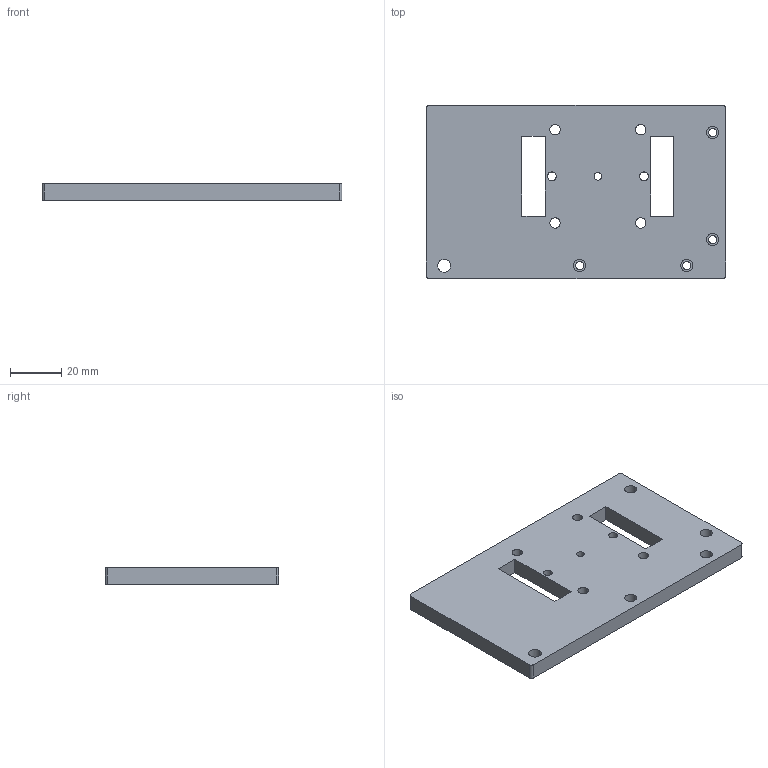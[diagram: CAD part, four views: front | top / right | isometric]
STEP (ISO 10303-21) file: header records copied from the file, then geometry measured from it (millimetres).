
FILE_DESCRIPTION (( 'STEP AP214' ), '1' );
FILE_NAME ('device-optical-stage-mount.STEP', '2025-06-20T23:25:58', ( '' ), ( '' ), 'SwSTEP 2.0', 'SolidWorks 2024', '' );
FILE_SCHEMA (( 'AUTOMOTIVE_DESIGN' ));
Length unit declared in the file: millimetre
Products named in the file (1): device-optical-stage-mount
Bounding box: 117.15 x 67.75 x 6.35 mm (x, y, z)
Volume: 45836.7 mm3; surface area: 18779 mm2
Topology: 1 solids, 1 shells, 56 faces, 150 edges, 100 vertices
Faces by surface type: cylinder 36, plane 20
Entity records: 1865 total; most frequent: DIRECTION 336, CARTESIAN_POINT 307, ORIENTED_EDGE 300, EDGE_CURVE 150, AXIS2_PLACEMENT_3D 129, VERTEX_POINT 100, EDGE_LOOP 88, LINE 78
